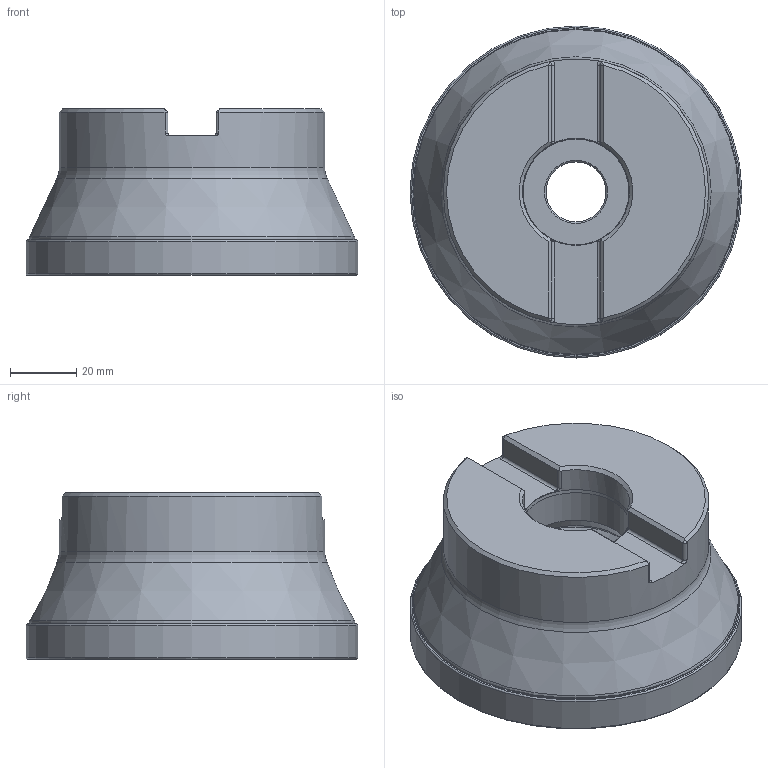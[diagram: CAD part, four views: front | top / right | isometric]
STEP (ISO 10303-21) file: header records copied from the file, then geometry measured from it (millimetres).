
FILE_DESCRIPTION(/* description */ (''),/* implementation_level */ '2;1');
FILE_NAME(/* name */ '202747356ndi000_00.stp',/* time_stamp */ '2020-01-22T09:47:29+01:00',/* author */ (''),/* organization */ (''),/* preprocessor_version */ 'ST-DEVELOPER v16.7',/* originating_system */ 'SIEMENS PLM Software NX 12.0',/* authorisation */ '');
FILE_SCHEMA (('AUTOMOTIVE_DESIGN { 1 0 10303 214 3 1 1 1 }'));
Length unit declared in the file: millimetre
Products named in the file (1): mp541EF01C3Ahuyi
Bounding box: 99.89 x 99.89 x 50 mm (x, y, z)
Volume: 249968.8 mm3; surface area: 40637.3 mm2
Topology: 2 solids, 2 shells, 99 faces, 228 edges, 133 vertices
Faces by surface type: cone 24, cylinder 24, torus 19, revolution 16, plane 16
Full cylindrical faces by diameter (mm): 18 x1, 32.008 x1, 32.2 x1, 45.1 x1, 79.9 x1, 98.07 x1
Entity records: 2835 total; most frequent: CARTESIAN_POINT 808, DIRECTION 420, ORIENTED_EDGE 340, AXIS2_PLACEMENT_3D 182, EDGE_CURVE 170, EDGE_LOOP 152, VERTEX_POINT 124, FACE_BOUND 106
